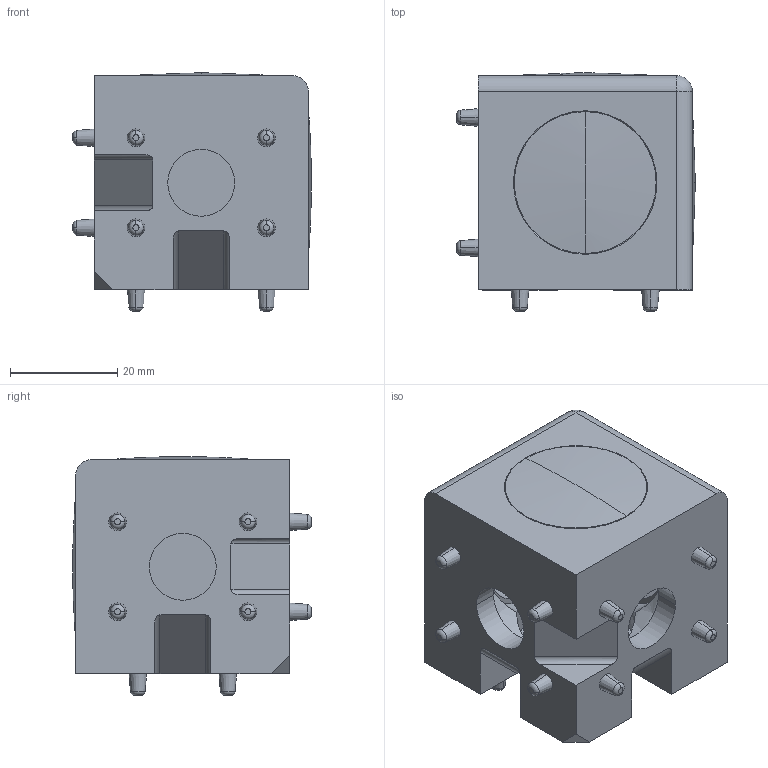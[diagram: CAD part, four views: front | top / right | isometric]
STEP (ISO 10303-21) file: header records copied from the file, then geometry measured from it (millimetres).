
FILE_DESCRIPTION (( 'STEP AP214' ), '1' );
FILE_NAME ('093WW408N10R.STEP', '2016-02-21T11:51:27', ( '' ), ( '' ), 'SwSTEP 2.0', 'SolidWorks 2016', '' );
FILE_SCHEMA (( 'AUTOMOTIVE_DESIGN' ));
Length unit declared in the file: millimetre
Products named in the file (3): 093wwa40_093wwa40; 093WW408N10_093 ww 408 n10; 093WW408N10R
Assembly tree (4 placements, depth 2):
  093WW408N10R
    093WW408N10_093 ww 408 n10
    093wwa40_093wwa40  x3
Bounding box: 44.57 x 44.55 x 44.55 mm (x, y, z)
Volume: 36799 mm3; surface area: 18625.6 mm2
Topology: 4 solids, 4 shells, 245 faces, 600 edges, 376 vertices
Faces by surface type: cone 90, torus 72, cylinder 39, plane 37, sphere 7
Entity records: 5433 total; most frequent: CARTESIAN_POINT 1453, DIRECTION 871, ORIENTED_EDGE 782, EDGE_CURVE 391, AXIS2_PLACEMENT_3D 380, VERTEX_POINT 246, CIRCLE 212, EDGE_LOOP 183
